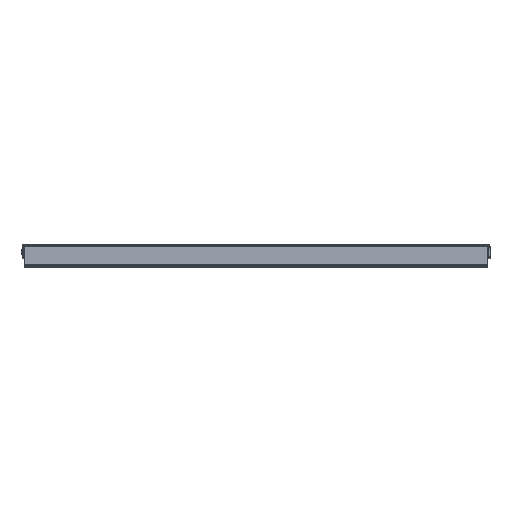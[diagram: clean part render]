
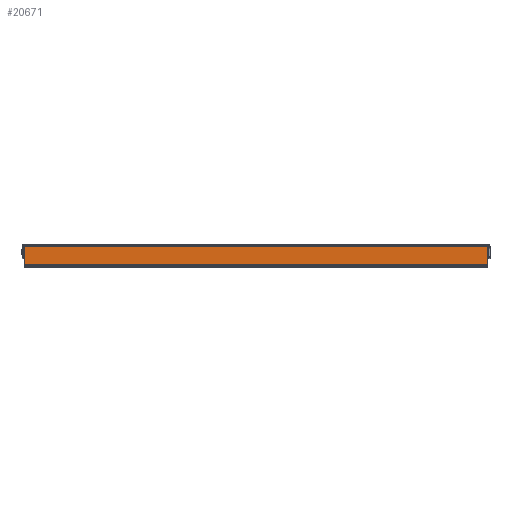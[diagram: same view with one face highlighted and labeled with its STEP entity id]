
A CAD part, top view. The second image highlights one B-rep face of the part: STEP entity #20671.
In plain terms, the highlighted planar face has unit normal (0, 0, 1).
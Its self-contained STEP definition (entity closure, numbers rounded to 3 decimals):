
#1371 = CARTESIAN_POINT ( 'NONE',  ( 346., -3., 449. ) ) ;
#1543 = DIRECTION ( 'NONE',  ( -1., 0., 0. ) ) ;
#3167 = DIRECTION ( 'NONE',  ( 0., 0., 1. ) ) ;
#4784 = DIRECTION ( 'NONE',  ( 0., -1., 0. ) ) ;
#4863 = LINE ( 'NONE', #22348, #5579 ) ;
#5180 = CARTESIAN_POINT ( 'NONE',  ( -346., -1.5, 449. ) ) ;
#5579 = VECTOR ( 'NONE', #21997, 1000. ) ;
#6663 = LINE ( 'NONE', #13236, #8197 ) ;
#7562 = EDGE_CURVE ( 'NONE', #12321, #12949, #13425, .T. ) ;
#7965 = CARTESIAN_POINT ( 'NONE',  ( 346., -30., 449. ) ) ;
#8197 = VECTOR ( 'NONE', #1543, 1000. ) ;
#8279 = FACE_OUTER_BOUND ( 'NONE', #9107, .T. ) ;
#9107 = EDGE_LOOP ( 'NONE', ( #21472, #11218, #19345, #11655 ) ) ;
#9306 = CARTESIAN_POINT ( 'NONE',  ( -346., -30., 449. ) ) ;
#11218 = ORIENTED_EDGE ( 'NONE', *, *, #16646, .T. ) ;
#11615 = VERTEX_POINT ( 'NONE', #17736 ) ;
#11655 = ORIENTED_EDGE ( 'NONE', *, *, #19872, .F. ) ;
#12321 = VERTEX_POINT ( 'NONE', #1371 ) ;
#12949 = VERTEX_POINT ( 'NONE', #7965 ) ;
#13236 = CARTESIAN_POINT ( 'NONE',  ( -346., -30., 449. ) ) ;
#13288 = VERTEX_POINT ( 'NONE', #9306 ) ;
#13425 = LINE ( 'NONE', #20315, #19574 ) ;
#14730 = AXIS2_PLACEMENT_3D ( 'NONE', #18697, #3167, #16124 ) ;
#15482 = LINE ( 'NONE', #5180, #21578 ) ;
#15522 = EDGE_CURVE ( 'NONE', #13288, #11615, #15482, .T. ) ;
#16124 = DIRECTION ( 'NONE',  ( 0., -1., 0. ) ) ;
#16646 = EDGE_CURVE ( 'NONE', #12321, #11615, #4863, .T. ) ;
#17736 = CARTESIAN_POINT ( 'NONE',  ( -346., -3., 449. ) ) ;
#18697 = CARTESIAN_POINT ( 'NONE',  ( 0., 0., 449. ) ) ;
#19345 = ORIENTED_EDGE ( 'NONE', *, *, #15522, .F. ) ;
#19574 = VECTOR ( 'NONE', #4784, 1000. ) ;
#19872 = EDGE_CURVE ( 'NONE', #12949, #13288, #6663, .T. ) ;
#20315 = CARTESIAN_POINT ( 'NONE',  ( 346., -30., 449. ) ) ;
#20596 = DIRECTION ( 'NONE',  ( 0., 1., 0. ) ) ;
#20671 = ADVANCED_FACE ( 'NONE', ( #8279 ), #22117, .T. ) ;
#21472 = ORIENTED_EDGE ( 'NONE', *, *, #7562, .F. ) ;
#21578 = VECTOR ( 'NONE', #20596, 1000. ) ;
#21997 = DIRECTION ( 'NONE',  ( -1., 0., 0. ) ) ;
#22117 = PLANE ( 'NONE',  #14730 ) ;
#22348 = CARTESIAN_POINT ( 'NONE',  ( 0., -3., 449. ) ) ;
